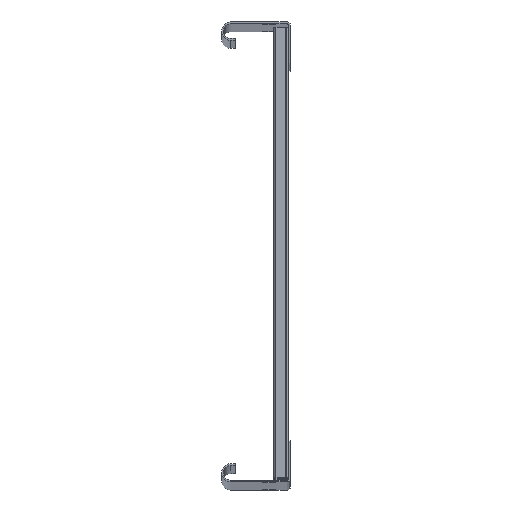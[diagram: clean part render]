
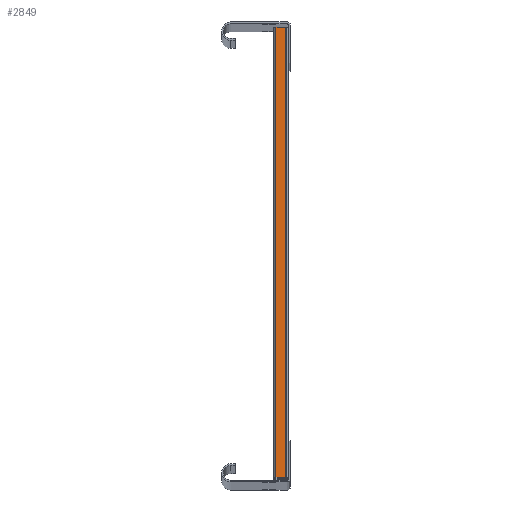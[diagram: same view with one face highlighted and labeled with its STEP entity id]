
A CAD part, top view. The second image highlights one B-rep face of the part: STEP entity #2849.
In plain terms, the highlighted planar face has unit normal (0, 0, 1).
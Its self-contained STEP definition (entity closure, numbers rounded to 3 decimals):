
#2394=DIRECTION('',(-1.,0.,0.));
#2395=VECTOR('',#2394,293.5);
#2396=CARTESIAN_POINT('',(243.5,1.75,11.));
#2397=LINE('',#2396,#2395);
#2407=DIRECTION('',(0.,-1.,0.));
#2408=VECTOR('',#2407,6.5);
#2409=CARTESIAN_POINT('',(-50.,8.25,11.));
#2410=LINE('',#2409,#2408);
#2411=DIRECTION('',(0.,1.,0.));
#2412=VECTOR('',#2411,6.5);
#2413=CARTESIAN_POINT('',(243.5,1.75,11.));
#2414=LINE('',#2413,#2412);
#2429=DIRECTION('',(1.,0.,0.));
#2430=VECTOR('',#2429,293.5);
#2431=CARTESIAN_POINT('',(-50.,8.25,11.));
#2432=LINE('',#2431,#2430);
#2483=CARTESIAN_POINT('',(-50.,1.75,11.));
#2485=VERTEX_POINT('',#2483);
#2487=CARTESIAN_POINT('',(-50.,8.25,11.));
#2488=VERTEX_POINT('',#2487);
#2535=CARTESIAN_POINT('',(243.5,1.75,11.));
#2536=VERTEX_POINT('',#2535);
#2537=CARTESIAN_POINT('',(243.5,8.25,11.));
#2538=VERTEX_POINT('',#2537);
#2837=CARTESIAN_POINT('',(-73.55,1.75,11.));
#2838=DIRECTION('',(0.,0.,1.));
#2839=DIRECTION('',(0.,-1.,0.));
#2840=AXIS2_PLACEMENT_3D('',#2837,#2838,#2839);
#2841=PLANE('',#2840);
#2842=ORIENTED_EDGE('',*,*,#2577,.F.);
#2844=ORIENTED_EDGE('',*,*,#2843,.T.);
#2845=ORIENTED_EDGE('',*,*,#2655,.F.);
#2846=ORIENTED_EDGE('',*,*,#2830,.T.);
#2847=EDGE_LOOP('',(#2842,#2844,#2845,#2846));
#2848=FACE_OUTER_BOUND('',#2847,.F.);
#2849=ADVANCED_FACE('',(#2848),#2841,.T.);
#2577=EDGE_CURVE('',#2488,#2485,#2410,.T.);
#2655=EDGE_CURVE('',#2536,#2538,#2414,.T.);
#2830=EDGE_CURVE('',#2536,#2485,#2397,.T.);
#2843=EDGE_CURVE('',#2488,#2538,#2432,.T.);
